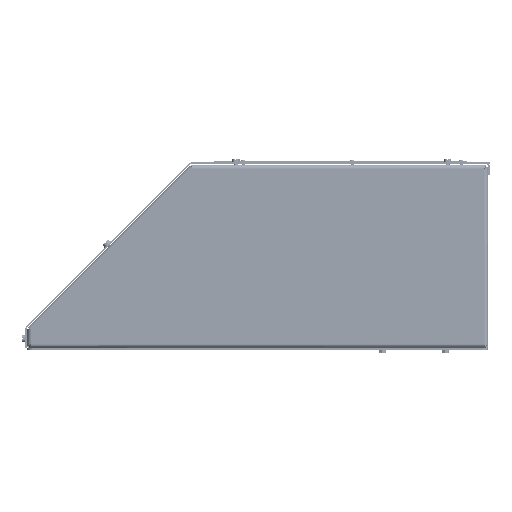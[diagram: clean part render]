
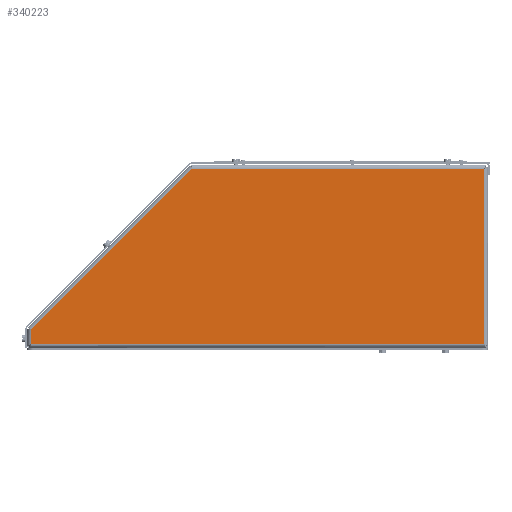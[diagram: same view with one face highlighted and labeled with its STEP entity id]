
A CAD part, left-side view. The second image highlights one B-rep face of the part: STEP entity #340223.
In plain terms, the highlighted planar face has unit normal (-1, 0, 0).
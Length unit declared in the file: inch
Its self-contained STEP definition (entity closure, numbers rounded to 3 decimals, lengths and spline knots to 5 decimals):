
#20245 = CARTESIAN_POINT ( 'NONE',  ( -27.08, 16.7059, -1.69736 ) ) ;
#21645 = VECTOR ( 'NONE', #251907, 39.37008 ) ;
#36871 = ORIENTED_EDGE ( 'NONE', *, *, #133671, .T. ) ;
#62971 = ORIENTED_EDGE ( 'NONE', *, *, #234336, .T. ) ;
#63424 = VERTEX_POINT ( 'NONE', #191176 ) ;
#80236 = VECTOR ( 'NONE', #416366, 39.37008 ) ;
#81636 = DIRECTION ( 'NONE',  ( 0., 0., 1. ) ) ;
#83457 = DIRECTION ( 'NONE',  ( 1., 0., 0. ) ) ;
#89688 = ORIENTED_EDGE ( 'NONE', *, *, #228950, .T. ) ;
#106541 = FACE_OUTER_BOUND ( 'NONE', #136387, .T. ) ;
#109918 = CARTESIAN_POINT ( 'NONE',  ( -27.08, -61.54035, 76.54889 ) ) ;
#112025 = CARTESIAN_POINT ( 'NONE',  ( -27.08, -3.0753, 5.3253 ) ) ;
#116092 = CARTESIAN_POINT ( 'NONE',  ( -27.08, -3.0753, -2.3253 ) ) ;
#133671 = EDGE_CURVE ( 'NONE', #238643, #419880, #304567, .T. ) ;
#135056 = CARTESIAN_POINT ( 'NONE',  ( -27.08, 16.7059, 99.028 ) ) ;
#136387 = EDGE_LOOP ( 'NONE', ( #36871, #224515, #185722, #89688, #62971 ) ) ;
#152706 = LINE ( 'NONE', #324402, #414138 ) ;
#165686 = VECTOR ( 'NONE', #323238, 39.37008 ) ;
#172419 = AXIS2_PLACEMENT_3D ( 'NONE', #188825, #83457, #262119 ) ;
#179859 = PLANE ( 'NONE',  #172419 ) ;
#183356 = CARTESIAN_POINT ( 'NONE',  ( -27.08, 16.7059, -2.3253 ) ) ;
#185722 = ORIENTED_EDGE ( 'NONE', *, *, #445341, .T. ) ;
#188825 = CARTESIAN_POINT ( 'NONE',  ( -27.08, 6.8153, 1.54512 ) ) ;
#191176 = CARTESIAN_POINT ( 'NONE',  ( -27.08, 9.68324, 5.3253 ) ) ;
#210830 = LINE ( 'NONE', #109918, #21645 ) ;
#211044 = EDGE_CURVE ( 'NONE', #419880, #300363, #213457, .T. ) ;
#213457 = LINE ( 'NONE', #286649, #165686 ) ;
#224515 = ORIENTED_EDGE ( 'NONE', *, *, #211044, .T. ) ;
#228950 = EDGE_CURVE ( 'NONE', #309283, #63424, #267235, .T. ) ;
#234336 = EDGE_CURVE ( 'NONE', #63424, #238643, #210830, .T. ) ;
#238643 = VERTEX_POINT ( 'NONE', #20245 ) ;
#251907 = DIRECTION ( 'NONE',  ( 0., 0.707, -0.707 ) ) ;
#262119 = DIRECTION ( 'NONE',  ( 0., 0., -1. ) ) ;
#267235 = LINE ( 'NONE', #443235, #315889 ) ;
#286649 = CARTESIAN_POINT ( 'NONE',  ( -27.08, 117.5336, -2.3253 ) ) ;
#300363 = VERTEX_POINT ( 'NONE', #116092 ) ;
#304567 = LINE ( 'NONE', #135056, #80236 ) ;
#309283 = VERTEX_POINT ( 'NONE', #112025 ) ;
#315889 = VECTOR ( 'NONE', #342647, 39.37008 ) ;
#323238 = DIRECTION ( 'NONE',  ( 0., -1., 0. ) ) ;
#324402 = CARTESIAN_POINT ( 'NONE',  ( -27.08, -3.0753, -103.153 ) ) ;
#340223 = ADVANCED_FACE ( 'NONE', ( #106541 ), #179859, .F. ) ;
#342647 = DIRECTION ( 'NONE',  ( 0., 1., 0. ) ) ;
#414138 = VECTOR ( 'NONE', #81636, 39.37008 ) ;
#416366 = DIRECTION ( 'NONE',  ( 0., 0., -1. ) ) ;
#419880 = VERTEX_POINT ( 'NONE', #183356 ) ;
#443235 = CARTESIAN_POINT ( 'NONE',  ( -27.08, -103.903, 5.3253 ) ) ;
#445341 = EDGE_CURVE ( 'NONE', #300363, #309283, #152706, .T. ) ;
